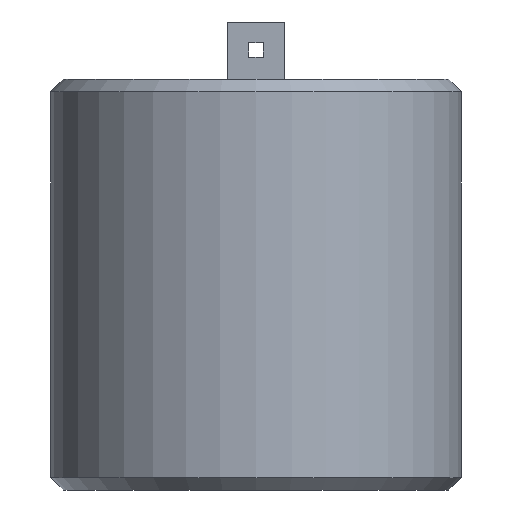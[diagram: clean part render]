
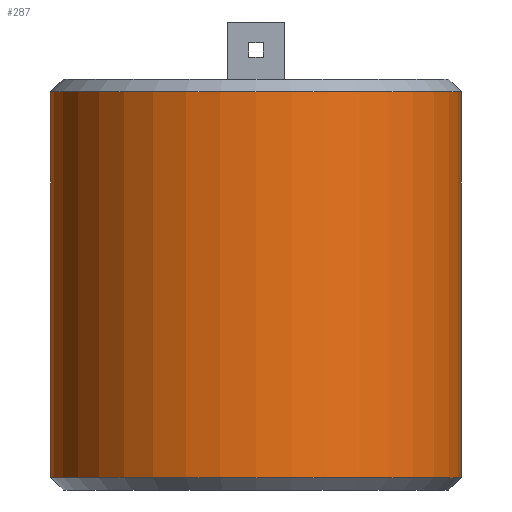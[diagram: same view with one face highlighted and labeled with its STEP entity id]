
A CAD part, front view. The second image highlights one B-rep face of the part: STEP entity #287.
In plain terms, the highlighted cylindrical face has radius 25 mm (diameter 50 mm), a partial arc.
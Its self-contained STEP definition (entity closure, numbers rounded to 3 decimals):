
#4 = VECTOR ( 'NONE', #33, 1000. ) ;
#15 = CARTESIAN_POINT ( 'NONE',  ( 0., 25., 1.5 ) ) ;
#33 = DIRECTION ( 'NONE',  ( 0., 0., -1. ) ) ;
#41 = EDGE_CURVE ( 'NONE', #98, #514, #462, .T. ) ;
#45 = VECTOR ( 'NONE', #293, 1000. ) ;
#60 = CARTESIAN_POINT ( 'NONE',  ( 25., 25., 50. ) ) ;
#65 = EDGE_LOOP ( 'NONE', ( #231, #109, #416, #310 ) ) ;
#97 = EDGE_CURVE ( 'NONE', #180, #514, #137, .T. ) ;
#98 = VERTEX_POINT ( 'NONE', #444 ) ;
#109 = ORIENTED_EDGE ( 'NONE', *, *, #368, .T. ) ;
#137 = CIRCLE ( 'NONE', #515, 25. ) ;
#163 = CARTESIAN_POINT ( 'NONE',  ( 0., 25., 48.5 ) ) ;
#180 = VERTEX_POINT ( 'NONE', #15 ) ;
#182 = CARTESIAN_POINT ( 'NONE',  ( 25., 25., 1.5 ) ) ;
#194 = DIRECTION ( 'NONE',  ( 0., 0., -1. ) ) ;
#231 = ORIENTED_EDGE ( 'NONE', *, *, #41, .F. ) ;
#235 = CIRCLE ( 'NONE', #554, 25. ) ;
#240 = DIRECTION ( 'NONE',  ( 1., 0., 0. ) ) ;
#287 = ADVANCED_FACE ( 'NONE', ( #360 ), #529, .T. ) ;
#293 = DIRECTION ( 'NONE',  ( 0., 0., -1. ) ) ;
#297 = LINE ( 'NONE', #468, #45 ) ;
#308 = DIRECTION ( 'NONE',  ( 1., 0., 0. ) ) ;
#310 = ORIENTED_EDGE ( 'NONE', *, *, #97, .T. ) ;
#320 = EDGE_CURVE ( 'NONE', #493, #180, #297, .T. ) ;
#350 = DIRECTION ( 'NONE',  ( 0., 0., 1. ) ) ;
#360 = FACE_OUTER_BOUND ( 'NONE', #65, .T. ) ;
#368 = EDGE_CURVE ( 'NONE', #98, #493, #235, .T. ) ;
#392 = AXIS2_PLACEMENT_3D ( 'NONE', #60, #420, #425 ) ;
#416 = ORIENTED_EDGE ( 'NONE', *, *, #320, .T. ) ;
#420 = DIRECTION ( 'NONE',  ( 0., 0., -1. ) ) ;
#421 = CARTESIAN_POINT ( 'NONE',  ( 50., 25., 50. ) ) ;
#425 = DIRECTION ( 'NONE',  ( -1., 0., 0. ) ) ;
#444 = CARTESIAN_POINT ( 'NONE',  ( 50., 25., 48.5 ) ) ;
#462 = LINE ( 'NONE', #421, #4 ) ;
#468 = CARTESIAN_POINT ( 'NONE',  ( 0., 25., 50. ) ) ;
#469 = CARTESIAN_POINT ( 'NONE',  ( 50., 25., 1.5 ) ) ;
#493 = VERTEX_POINT ( 'NONE', #163 ) ;
#514 = VERTEX_POINT ( 'NONE', #469 ) ;
#515 = AXIS2_PLACEMENT_3D ( 'NONE', #182, #350, #308 ) ;
#529 = CYLINDRICAL_SURFACE ( 'NONE', #392, 25. ) ;
#537 = CARTESIAN_POINT ( 'NONE',  ( 25., 25., 48.5 ) ) ;
#554 = AXIS2_PLACEMENT_3D ( 'NONE', #537, #194, #240 ) ;
